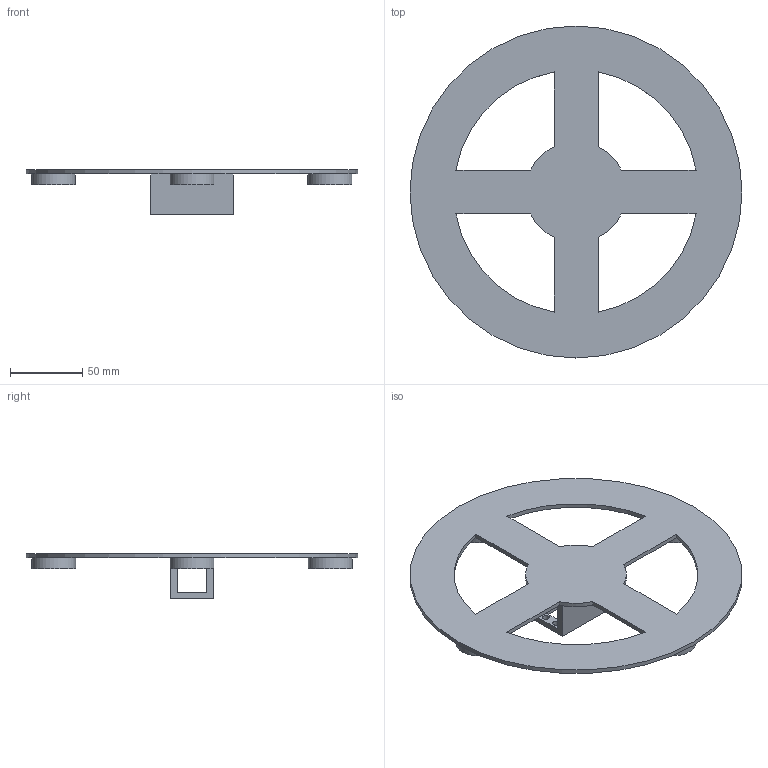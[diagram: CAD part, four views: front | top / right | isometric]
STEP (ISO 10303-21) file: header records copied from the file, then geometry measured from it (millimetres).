
FILE_DESCRIPTION(/* description */ (''),/* implementation_level */ '2;1');
FILE_NAME(/* name */ 'pedestal.step',/* time_stamp */ '2024-02-01T16:22:17+01:00',/* author */ (''),/* organization */ (''),/* preprocessor_version */ 'ST-DEVELOPER v20',/* originating_system */ 'Autodesk Translation Framework v12.14.0.127',/* authorisation */ '');
FILE_SCHEMA (('AUTOMOTIVE_DESIGN { 1 0 10303 214 3 1 1 }'));
Length unit declared in the file: millimetre
Products named in the file (1): pedestal
Bounding box: 230.5 x 230.5 x 31 mm (x, y, z)
Volume: 111092.6 mm3; surface area: 76433.4 mm2
Topology: 1 solids, 1 shells, 50 faces, 123 edges, 82 vertices
Faces by surface type: plane 29, cylinder 21
Full cylindrical faces by diameter (mm): 4.65 x4, 25.5 x4, 30.5 x4, 230.501 x1
Entity records: 1569 total; most frequent: DIRECTION 267, CARTESIAN_POINT 256, ORIENTED_EDGE 246, EDGE_CURVE 123, AXIS2_PLACEMENT_3D 93, VERTEX_POINT 82, LINE 81, VECTOR 81
